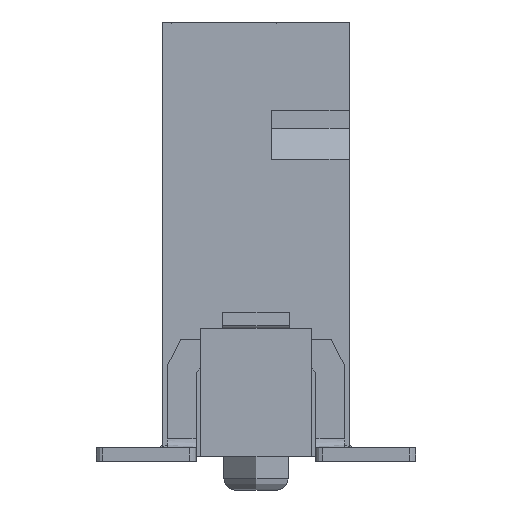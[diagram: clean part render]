
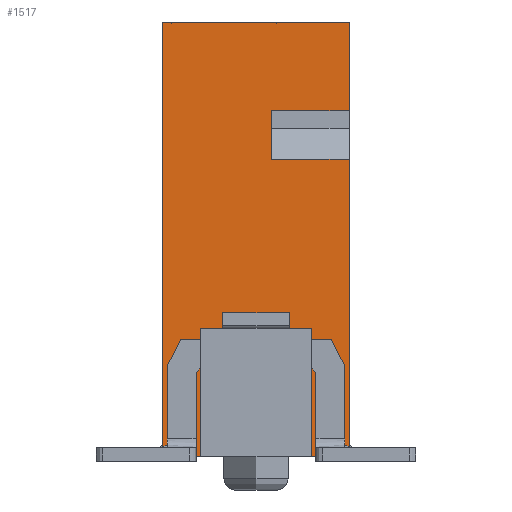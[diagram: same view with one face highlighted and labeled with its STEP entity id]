
A CAD part, left-side view. The second image highlights one B-rep face of the part: STEP entity #1517.
In plain terms, the highlighted planar face has unit normal (-1, 0, 0).
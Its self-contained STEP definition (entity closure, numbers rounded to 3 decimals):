
#125=CARTESIAN_POINT('',(-14.065,2.1,9.8));
#126=VERTEX_POINT('',#125);
#133=CARTESIAN_POINT('',(-14.065,-2.1,9.8));
#134=VERTEX_POINT('',#133);
#135=CARTESIAN_POINT('',(-14.065,2.1,9.8));
#136=DIRECTION('',(0.,-1.,0.));
#137=VECTOR('',#136,4.2);
#138=LINE('',#135,#137);
#139=EDGE_CURVE('',#126,#134,#138,.T.);
#471=CARTESIAN_POINT('',(-14.065,-2.1,6.71));
#472=VERTEX_POINT('',#471);
#489=CARTESIAN_POINT('',(-14.065,-0.35,6.71));
#490=VERTEX_POINT('',#489);
#497=CARTESIAN_POINT('',(-14.065,-0.35,6.71));
#498=DIRECTION('',(0.,-1.,0.));
#499=VECTOR('',#498,1.75);
#500=LINE('',#497,#499);
#501=EDGE_CURVE('',#490,#472,#500,.T.);
#511=CARTESIAN_POINT('',(-14.065,-0.35,7.8));
#512=VERTEX_POINT('',#511);
#513=CARTESIAN_POINT('',(-14.065,-0.35,7.8));
#514=DIRECTION('',(0.,0.,-1.));
#515=VECTOR('',#514,1.09);
#516=LINE('',#513,#515);
#517=EDGE_CURVE('',#512,#490,#516,.T.);
#544=CARTESIAN_POINT('',(-14.065,-2.1,7.8));
#545=VERTEX_POINT('',#544);
#552=CARTESIAN_POINT('',(-14.065,-2.1,7.8));
#553=DIRECTION('',(0.,1.,0.));
#554=VECTOR('',#553,1.75);
#555=LINE('',#552,#554);
#556=EDGE_CURVE('',#545,#512,#555,.T.);
#797=CARTESIAN_POINT('',(-14.065,1.25,0.));
#798=VERTEX_POINT('',#797);
#830=CARTESIAN_POINT('',(-14.065,1.25,1.75));
#831=VERTEX_POINT('',#830);
#838=CARTESIAN_POINT('',(-14.065,1.25,1.75));
#839=DIRECTION('',(0.,0.,-1.));
#840=VECTOR('',#839,1.75);
#841=LINE('',#838,#840);
#842=EDGE_CURVE('',#831,#798,#841,.T.);
#852=CARTESIAN_POINT('',(-14.065,-1.25,0.));
#853=VERTEX_POINT('',#852);
#854=CARTESIAN_POINT('',(-14.065,-1.25,1.75));
#855=VERTEX_POINT('',#854);
#856=CARTESIAN_POINT('',(-14.065,-1.25,0.));
#857=DIRECTION('',(0.,0.,1.));
#858=VECTOR('',#857,1.75);
#859=LINE('',#856,#858);
#860=EDGE_CURVE('',#853,#855,#859,.T.);
#1055=CARTESIAN_POINT('',(-14.065,0.9,1.9));
#1056=VERTEX_POINT('',#1055);
#1057=CARTESIAN_POINT('',(-14.065,1.1,1.9));
#1058=VERTEX_POINT('',#1057);
#1059=CARTESIAN_POINT('',(-14.065,0.9,1.9));
#1060=DIRECTION('',(0.,1.,0.));
#1061=VECTOR('',#1060,0.2);
#1062=LINE('',#1059,#1061);
#1063=EDGE_CURVE('',#1056,#1058,#1062,.T.);
#1095=CARTESIAN_POINT('',(-14.065,-1.1,1.9));
#1096=VERTEX_POINT('',#1095);
#1097=CARTESIAN_POINT('',(-14.065,-0.9,1.9));
#1098=VERTEX_POINT('',#1097);
#1099=CARTESIAN_POINT('',(-14.065,-1.1,1.9));
#1100=DIRECTION('',(0.,1.,0.));
#1101=VECTOR('',#1100,0.2);
#1102=LINE('',#1099,#1101);
#1103=EDGE_CURVE('',#1096,#1098,#1102,.T.);
#1217=CARTESIAN_POINT('',(-14.065,0.75,1.));
#1218=VERTEX_POINT('',#1217);
#1225=CARTESIAN_POINT('',(-14.065,0.75,1.75));
#1226=VERTEX_POINT('',#1225);
#1227=CARTESIAN_POINT('',(-14.065,0.75,1.));
#1228=DIRECTION('',(0.,0.,1.));
#1229=VECTOR('',#1228,0.75);
#1230=LINE('',#1227,#1229);
#1231=EDGE_CURVE('',#1218,#1226,#1230,.T.);
#1265=CARTESIAN_POINT('',(-14.065,-0.75,1.75));
#1266=VERTEX_POINT('',#1265);
#1273=CARTESIAN_POINT('',(-14.065,-0.75,1.));
#1274=VERTEX_POINT('',#1273);
#1275=CARTESIAN_POINT('',(-14.065,-0.75,1.75));
#1276=DIRECTION('',(0.,0.,-1.));
#1277=VECTOR('',#1276,0.75);
#1278=LINE('',#1275,#1277);
#1279=EDGE_CURVE('',#1266,#1274,#1278,.T.);
#1404=CARTESIAN_POINT('',(-14.065,0.,4.9));
#1405=DIRECTION('',(0.,-1.,0.));
#1406=DIRECTION('',(-1.,0.,0.));
#1407=AXIS2_PLACEMENT_3D('',#1404,#1406,#1405);
#1408=PLANE('',#1407);
#1409=CARTESIAN_POINT('',(-14.065,-0.7,1.));
#1410=VERTEX_POINT('',#1409);
#1411=CARTESIAN_POINT('',(-14.065,-0.7,1.));
#1412=DIRECTION('',(0.,-1.,0.));
#1413=VECTOR('',#1412,0.05);
#1414=LINE('',#1411,#1413);
#1415=EDGE_CURVE('',#1410,#1274,#1414,.T.);
#1416=ORIENTED_EDGE('',*,*,#1415,.T.);
#1417=ORIENTED_EDGE('',*,*,#1279,.F.);
#1418=CARTESIAN_POINT('',(-14.065,-0.75,1.75));
#1419=DIRECTION('',(0.,-0.707,0.707));
#1420=VECTOR('',#1419,0.212);
#1421=LINE('',#1418,#1420);
#1422=EDGE_CURVE('',#1266,#1098,#1421,.T.);
#1423=ORIENTED_EDGE('',*,*,#1422,.T.);
#1424=ORIENTED_EDGE('',*,*,#1103,.F.);
#1425=CARTESIAN_POINT('',(-14.065,-1.1,1.9));
#1426=DIRECTION('',(0.,-0.707,-0.707));
#1427=VECTOR('',#1426,0.212);
#1428=LINE('',#1425,#1427);
#1429=EDGE_CURVE('',#1096,#855,#1428,.T.);
#1430=ORIENTED_EDGE('',*,*,#1429,.T.);
#1431=ORIENTED_EDGE('',*,*,#860,.F.);
#1432=CARTESIAN_POINT('',(-14.065,-2.1,0.));
#1433=VERTEX_POINT('',#1432);
#1434=CARTESIAN_POINT('',(-14.065,-1.25,0.));
#1435=DIRECTION('',(0.,-1.,0.));
#1436=VECTOR('',#1435,0.85);
#1437=LINE('',#1434,#1436);
#1438=EDGE_CURVE('',#853,#1433,#1437,.T.);
#1439=ORIENTED_EDGE('',*,*,#1438,.T.);
#1440=CARTESIAN_POINT('',(-14.065,-2.1,0.));
#1441=DIRECTION('',(0.,0.,1.));
#1442=VECTOR('',#1441,6.71);
#1443=LINE('',#1440,#1442);
#1444=EDGE_CURVE('',#1433,#472,#1443,.T.);
#1445=ORIENTED_EDGE('',*,*,#1444,.T.);
#1446=ORIENTED_EDGE('',*,*,#501,.F.);
#1447=ORIENTED_EDGE('',*,*,#517,.F.);
#1448=ORIENTED_EDGE('',*,*,#556,.F.);
#1449=CARTESIAN_POINT('',(-14.065,-2.1,7.8));
#1450=DIRECTION('',(0.,0.,1.));
#1451=VECTOR('',#1450,2.);
#1452=LINE('',#1449,#1451);
#1453=EDGE_CURVE('',#545,#134,#1452,.T.);
#1454=ORIENTED_EDGE('',*,*,#1453,.T.);
#1455=ORIENTED_EDGE('',*,*,#139,.F.);
#1456=CARTESIAN_POINT('',(-14.065,2.1,0.));
#1457=VERTEX_POINT('',#1456);
#1458=CARTESIAN_POINT('',(-14.065,2.1,9.8));
#1459=DIRECTION('',(0.,0.,-1.));
#1460=VECTOR('',#1459,9.8);
#1461=LINE('',#1458,#1460);
#1462=EDGE_CURVE('',#126,#1457,#1461,.T.);
#1463=ORIENTED_EDGE('',*,*,#1462,.T.);
#1464=CARTESIAN_POINT('',(-14.065,2.1,0.));
#1465=DIRECTION('',(0.,-1.,0.));
#1466=VECTOR('',#1465,0.85);
#1467=LINE('',#1464,#1466);
#1468=EDGE_CURVE('',#1457,#798,#1467,.T.);
#1469=ORIENTED_EDGE('',*,*,#1468,.T.);
#1470=ORIENTED_EDGE('',*,*,#842,.F.);
#1471=CARTESIAN_POINT('',(-14.065,1.25,1.75));
#1472=DIRECTION('',(0.,-0.707,0.707));
#1473=VECTOR('',#1472,0.212);
#1474=LINE('',#1471,#1473);
#1475=EDGE_CURVE('',#831,#1058,#1474,.T.);
#1476=ORIENTED_EDGE('',*,*,#1475,.T.);
#1477=ORIENTED_EDGE('',*,*,#1063,.F.);
#1478=CARTESIAN_POINT('',(-14.065,0.9,1.9));
#1479=DIRECTION('',(0.,-0.707,-0.707));
#1480=VECTOR('',#1479,0.212);
#1481=LINE('',#1478,#1480);
#1482=EDGE_CURVE('',#1056,#1226,#1481,.T.);
#1483=ORIENTED_EDGE('',*,*,#1482,.T.);
#1484=ORIENTED_EDGE('',*,*,#1231,.F.);
#1485=CARTESIAN_POINT('',(-14.065,0.7,1.));
#1486=VERTEX_POINT('',#1485);
#1487=CARTESIAN_POINT('',(-14.065,0.75,1.));
#1488=DIRECTION('',(0.,-1.,0.));
#1489=VECTOR('',#1488,0.05);
#1490=LINE('',#1487,#1489);
#1491=EDGE_CURVE('',#1218,#1486,#1490,.T.);
#1492=ORIENTED_EDGE('',*,*,#1491,.T.);
#1493=CARTESIAN_POINT('',(-14.065,0.7,0.1));
#1494=VERTEX_POINT('',#1493);
#1495=CARTESIAN_POINT('',(-14.065,0.7,1.));
#1496=DIRECTION('',(0.,0.,-1.));
#1497=VECTOR('',#1496,0.9);
#1498=LINE('',#1495,#1497);
#1499=EDGE_CURVE('',#1486,#1494,#1498,.T.);
#1500=ORIENTED_EDGE('',*,*,#1499,.T.);
#1501=CARTESIAN_POINT('',(-14.065,-0.7,0.1));
#1502=VERTEX_POINT('',#1501);
#1503=CARTESIAN_POINT('',(-14.065,0.7,0.1));
#1504=DIRECTION('',(0.,-1.,0.));
#1505=VECTOR('',#1504,1.4);
#1506=LINE('',#1503,#1505);
#1507=EDGE_CURVE('',#1494,#1502,#1506,.T.);
#1508=ORIENTED_EDGE('',*,*,#1507,.T.);
#1509=CARTESIAN_POINT('',(-14.065,-0.7,0.1));
#1510=DIRECTION('',(0.,0.,1.));
#1511=VECTOR('',#1510,0.9);
#1512=LINE('',#1509,#1511);
#1513=EDGE_CURVE('',#1502,#1410,#1512,.T.);
#1514=ORIENTED_EDGE('',*,*,#1513,.T.);
#1515=EDGE_LOOP('',(#1416,#1417,#1423,#1424,#1430,#1431,#1439,#1445,#1446,#1447,#1448,#1454,#1455,#1463,#1469,#1470,#1476,#1477,#1483,#1484,#1492,#1500,#1508,#1514));
#1516=FACE_OUTER_BOUND('',#1515,.T.);
#1517=ADVANCED_FACE('',(#1516),#1408,.T.);
